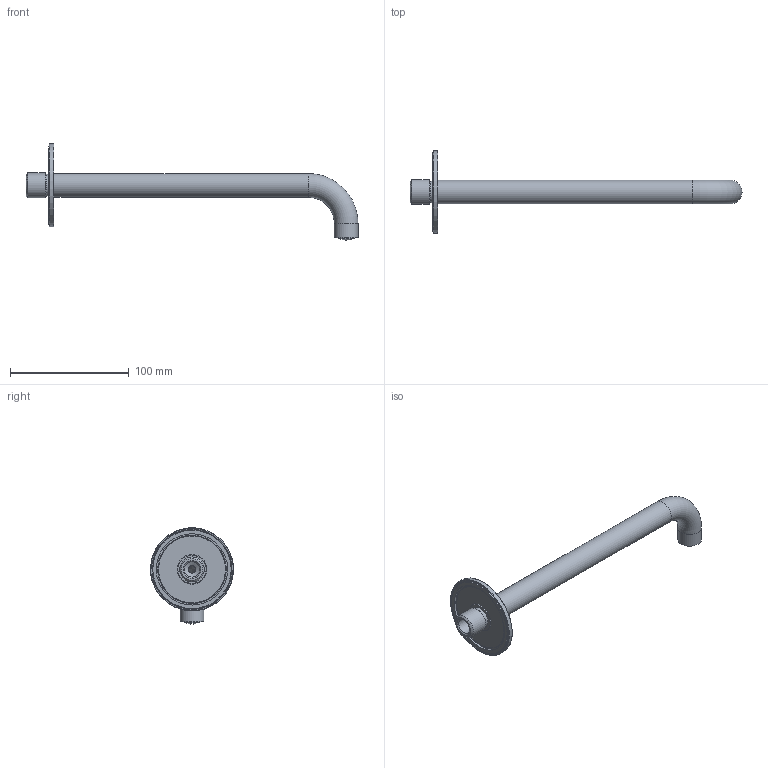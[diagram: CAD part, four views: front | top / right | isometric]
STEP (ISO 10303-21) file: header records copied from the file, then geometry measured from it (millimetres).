
FILE_DESCRIPTION(/* description */ ('Unknown'),/* implementation_level */ '2;1');
FILE_NAME(/* name */ 'CB095-25-00r1',/* time_stamp */ '2017-12-14T17:20:09+01:00',/* author */ ('Unknown'),/* organization */ ('Unknown'),/* preprocessor_version */ 'ST-DEVELOPER v16.7',/* originating_system */ 'DEX',/* authorisation */ $);
FILE_SCHEMA (('AUTOMOTIVE_DESIGN {1 0 10303 214 3 1 1}'));
Length unit declared in the file: millimetre
Products named in the file (12): CB095-25-00r1; CB095-08; B077-52; CB031-05 rel1; CB095-04; CB005-17; CB095-03; CB003-002; CB003-002-1; CB003-002-2; CB003-002-3; CB003-002-4
Assembly tree (12 placements, depth 3):
  CB095-25-00r1
    CB095-08
    B077-52  x2
    CB031-05 rel1
    CB095-04
    CB005-17
    CB095-03
    CB003-002
      CB003-002-1
      CB003-002-2
      CB003-002-3
      CB003-002-4
Bounding box: 279.5 x 69.77 x 80.91 mm (x, y, z)
Volume: 55911.2 mm3; surface area: 51009.7 mm2
Topology: 11 solids, 11 shells, 187 faces, 415 edges, 261 vertices
Faces by surface type: plane 93, cylinder 39, cone 29, torus 26
Full cylindrical faces by diameter (mm): 3.3 x1, 4 x1, 6.3 x1, 11.027 x2, 12.159 x1, 12.196 x1, 12.45 x1, 13 x1, 13.2 x2, 13.464 x1, 14.577 x1, 15.033 x1, 15.218 x1, 15.229 x1, 15.9 x3, 16 x3, 16.1 x1, 16.2 x1, 16.3 x1, 16.5 x2, 16.75 x1, 18.4 x1, 20 x2, 20.955 x1, 23.8 x1, 25 x1, 57 x1, 60 x1, 66 x1, 67 x1
Entity records: 5743 total; most frequent: DIRECTION 868, CARTESIAN_POINT 835, ORIENTED_EDGE 626, AXIS2_PLACEMENT_3D 374, EDGE_CURVE 313, FACE_BOUND 298, EDGE_LOOP 294, VERTEX_POINT 249
